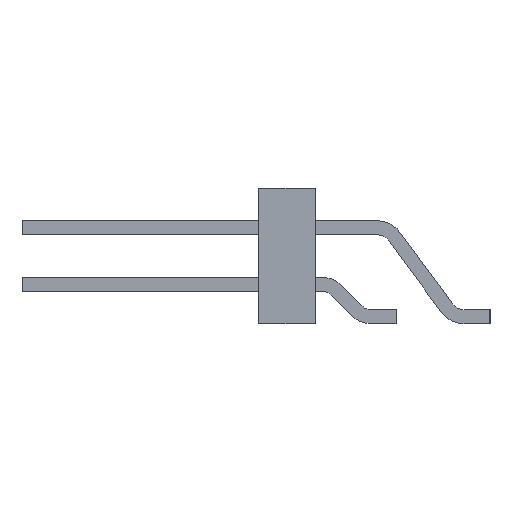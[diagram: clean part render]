
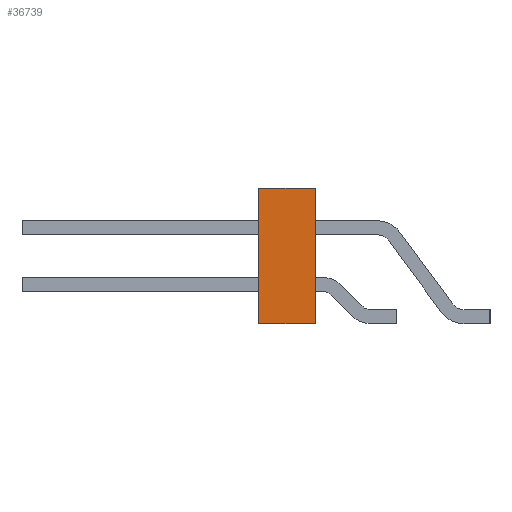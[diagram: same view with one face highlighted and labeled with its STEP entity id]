
A CAD part, left-side view. The second image highlights one B-rep face of the part: STEP entity #36739.
In plain terms, the highlighted face is planar.
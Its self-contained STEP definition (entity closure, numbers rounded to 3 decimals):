
#4450 = VERTEX_POINT('',#4451);
#4451 = CARTESIAN_POINT('',(35.56,3.048,1.27));
#4457 = EDGE_CURVE('',#4450,#4458,#4460,.T.);
#4458 = VERTEX_POINT('',#4459);
#4459 = CARTESIAN_POINT('',(35.56,3.048,-1.27));
#4460 = LINE('',#4461,#4462);
#4461 = CARTESIAN_POINT('',(35.56,3.048,1.27));
#4462 = VECTOR('',#4463,1.);
#4463 = DIRECTION('',(0.,0.,-1.));
#16116 = VERTEX_POINT('',#16117);
#16117 = CARTESIAN_POINT('',(35.56,-3.048,-1.27));
#16123 = EDGE_CURVE('',#16124,#16116,#16126,.T.);
#16124 = VERTEX_POINT('',#16125);
#16125 = CARTESIAN_POINT('',(35.56,-3.048,1.27));
#16126 = LINE('',#16127,#16128);
#16127 = CARTESIAN_POINT('',(35.56,-3.048,1.27));
#16128 = VECTOR('',#16129,1.);
#16129 = DIRECTION('',(0.,0.,-1.));
#28049 = EDGE_CURVE('',#16124,#4450,#28050,.T.);
#28050 = LINE('',#28051,#28052);
#28051 = CARTESIAN_POINT('',(35.56,-3.048,1.27));
#28052 = VECTOR('',#28053,1.);
#28053 = DIRECTION('',(0.,1.,0.));
#32908 = EDGE_CURVE('',#16116,#4458,#32909,.T.);
#32909 = LINE('',#32910,#32911);
#32910 = CARTESIAN_POINT('',(35.56,-3.048,-1.27));
#32911 = VECTOR('',#32912,1.);
#32912 = DIRECTION('',(0.,1.,0.));
#36739 = ADVANCED_FACE('',(#36740),#36746,.F.);
#36740 = FACE_BOUND('',#36741,.T.);
#36741 = EDGE_LOOP('',(#36742,#36743,#36744,#36745));
#36742 = ORIENTED_EDGE('',*,*,#32908,.T.);
#36743 = ORIENTED_EDGE('',*,*,#4457,.F.);
#36744 = ORIENTED_EDGE('',*,*,#28049,.F.);
#36745 = ORIENTED_EDGE('',*,*,#16123,.T.);
#36746 = PLANE('',#36747);
#36747 = AXIS2_PLACEMENT_3D('',#36748,#36749,#36750);
#36748 = CARTESIAN_POINT('',(35.56,-3.048,1.27));
#36749 = DIRECTION('',(-1.,0.,0.));
#36750 = DIRECTION('',(0.,0.,1.));
